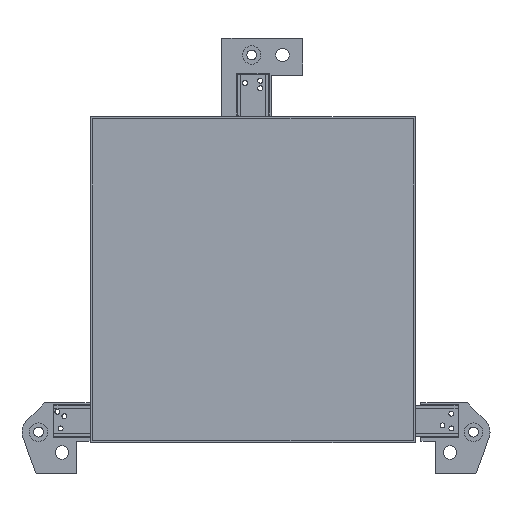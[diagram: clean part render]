
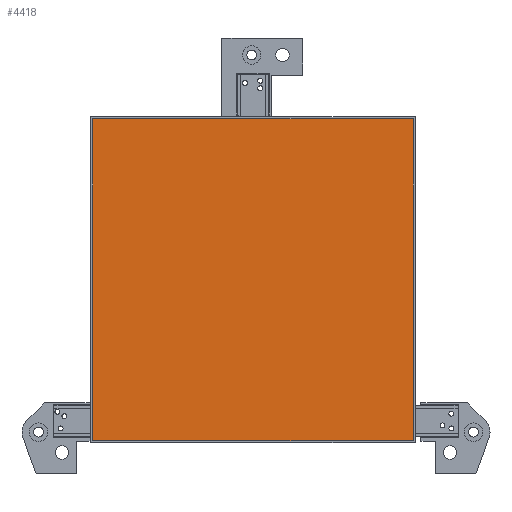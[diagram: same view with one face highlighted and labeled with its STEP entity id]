
A CAD part, top view. The second image highlights one B-rep face of the part: STEP entity #4418.
In plain terms, the highlighted planar face has unit normal (0, 0, 1).
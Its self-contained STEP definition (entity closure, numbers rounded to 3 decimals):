
#502=FACE_OUTER_BOUND('',#742,.T.);
#742=EDGE_LOOP('',(#3033,#3034,#3035,#3036));
#1097=LINE('',#6568,#1536);
#1100=LINE('',#6573,#1539);
#1101=LINE('',#6576,#1540);
#1103=LINE('',#6579,#1542);
#1536=VECTOR('',#5219,10.);
#1539=VECTOR('',#5224,10.);
#1540=VECTOR('',#5227,10.);
#1542=VECTOR('',#5231,10.);
#1974=VERTEX_POINT('',#6565);
#1975=VERTEX_POINT('',#6567);
#1976=VERTEX_POINT('',#6571);
#1977=VERTEX_POINT('',#6575);
#2391=EDGE_CURVE('',#1975,#1974,#1097,.T.);
#2394=EDGE_CURVE('',#1974,#1976,#1100,.T.);
#2395=EDGE_CURVE('',#1977,#1975,#1101,.T.);
#2397=EDGE_CURVE('',#1976,#1977,#1103,.T.);
#3033=ORIENTED_EDGE('',*,*,#2394,.T.);
#3034=ORIENTED_EDGE('',*,*,#2397,.T.);
#3035=ORIENTED_EDGE('',*,*,#2395,.T.);
#3036=ORIENTED_EDGE('',*,*,#2391,.T.);
#4272=PLANE('',#4759);
#4418=ADVANCED_FACE('',(#502),#4272,.T.);
#4759=AXIS2_PLACEMENT_3D('',#6580,#5232,#5233);
#5219=DIRECTION('',(1.,0.,0.));
#5224=DIRECTION('',(0.,1.,0.));
#5227=DIRECTION('',(0.,-1.,0.));
#5231=DIRECTION('',(-1.,0.,0.));
#5232=DIRECTION('center_axis',(0.,0.,1.));
#5233=DIRECTION('ref_axis',(1.,0.,0.));
#6565=CARTESIAN_POINT('',(130.5,-129.,23.));
#6567=CARTESIAN_POINT('',(-130.5,-129.,23.));
#6568=CARTESIAN_POINT('',(-130.5,-129.,23.));
#6571=CARTESIAN_POINT('',(130.5,133.,23.));
#6573=CARTESIAN_POINT('',(130.5,-129.,23.));
#6575=CARTESIAN_POINT('',(-130.5,133.,23.));
#6576=CARTESIAN_POINT('',(-130.5,133.,23.));
#6579=CARTESIAN_POINT('',(130.5,133.,23.));
#6580=CARTESIAN_POINT('Origin',(0.,2.,23.));
